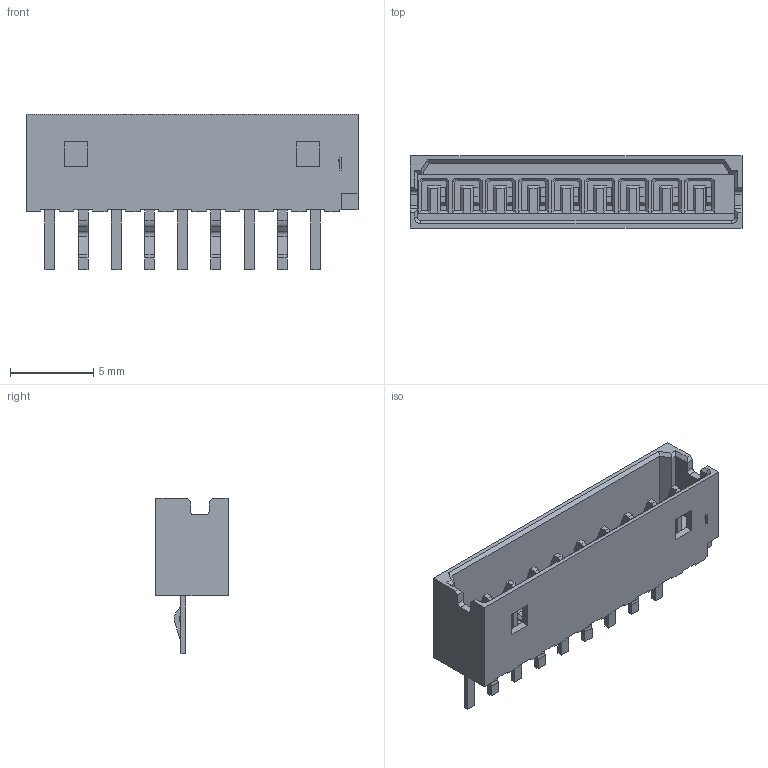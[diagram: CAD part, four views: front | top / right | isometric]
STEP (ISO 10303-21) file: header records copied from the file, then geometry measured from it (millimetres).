
FILE_DESCRIPTION((''),'2;1');
FILE_NAME('530140910','2014-02-27T',('me'),(''),'PRO/ENGINEER BY PARAMETRIC TECHNOLOGY CORPORATION, 2011490','PRO/ENGINEER BY PARAMETRIC TECHNOLOGY CORPORATION, 2011490','');
FILE_SCHEMA(('CONFIG_CONTROL_DESIGN'));
Length unit declared in the file: millimetre
Products named in the file (1): 530140910
Bounding box: 20 x 4.35 x 9.35 mm (x, y, z)
Volume: 231.6 mm3; surface area: 800.8 mm2
Topology: 1 solids, 1 shells, 487 faces, 1276 edges, 810 vertices
Faces by surface type: plane 455, cylinder 30, cone 2
Entity records: 14584 total; most frequent: CARTESIAN_POINT 2556, ORIENTED_EDGE 2516, DIRECTION 2332, EDGE_CURVE 1258, VECTOR 1196, LINE 1196, VERTEX_POINT 792, AXIS2_PLACEMENT_3D 568
